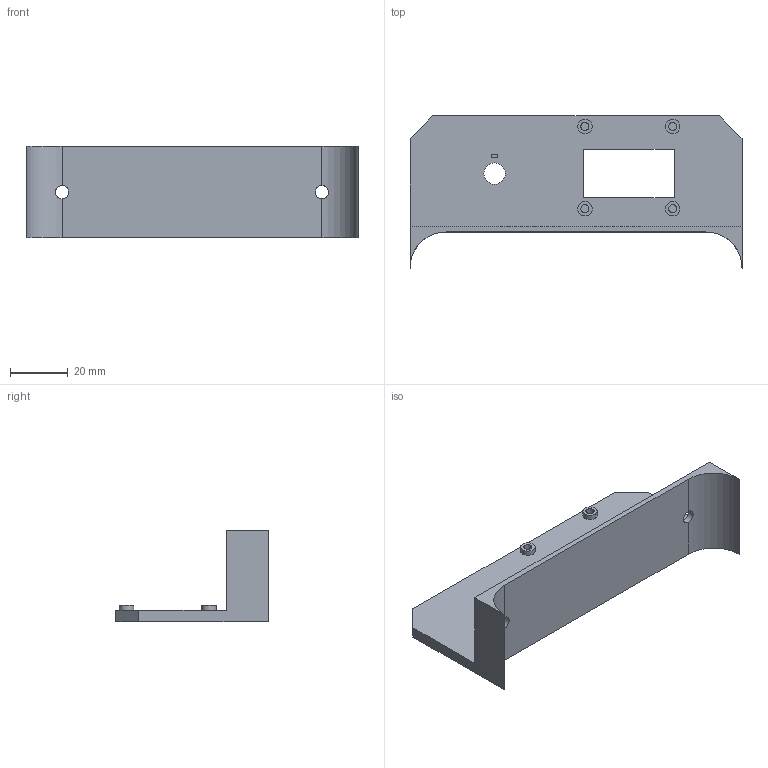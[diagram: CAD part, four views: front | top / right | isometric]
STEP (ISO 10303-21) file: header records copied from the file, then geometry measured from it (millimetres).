
FILE_DESCRIPTION(/* description */ (''),/* implementation_level */ '2;1');
FILE_NAME(/* name */ 'PolyFormer_lcd.step',/* time_stamp */ '2023-02-12T14:14:29+01:00',/* author */ (''),/* organization */ (''),/* preprocessor_version */ 'ST-DEVELOPER v19.2',/* originating_system */ 'Autodesk Translation Framework v11.17.0.187',/* authorisation */ '');
FILE_SCHEMA (('AUTOMOTIVE_DESIGN { 1 0 10303 214 3 1 1 }'));
Length unit declared in the file: millimetre
Products named in the file (1): PolyFormer_10_29_2022
Bounding box: 115 x 52.77 x 31.87 mm (x, y, z)
Volume: 24496.2 mm3; surface area: 17879 mm2
Topology: 1 solids, 1 shells, 42 faces, 93 edges, 62 vertices
Faces by surface type: plane 29, cylinder 13
Full cylindrical faces by diameter (mm): 2.8 x4, 4.6 x2, 5 x4, 7.4 x1
Entity records: 1280 total; most frequent: CARTESIAN_POINT 233, DIRECTION 205, ORIENTED_EDGE 186, EDGE_CURVE 93, AXIS2_PLACEMENT_3D 71, LINE 63, VECTOR 63, VERTEX_POINT 62
